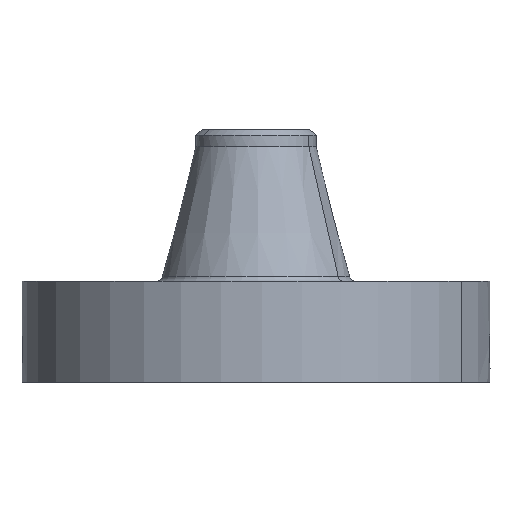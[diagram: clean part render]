
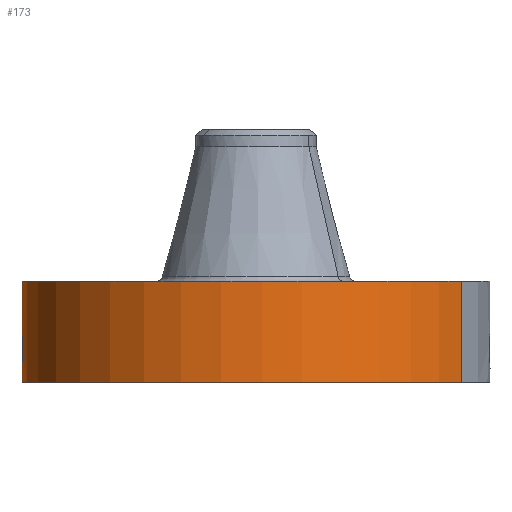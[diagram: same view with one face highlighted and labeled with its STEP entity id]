
A CAD part, left-side view. The second image highlights one B-rep face of the part: STEP entity #173.
In plain terms, the highlighted cylindrical face has radius 117.475 mm (diameter 234.95 mm), a partial arc.
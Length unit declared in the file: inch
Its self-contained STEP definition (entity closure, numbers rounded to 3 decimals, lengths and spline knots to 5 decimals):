
#38=AXIS2_PLACEMENT_3D('Cylinder Axis2P3D',#35,#36,#37) ;
#42=AXIS2_PLACEMENT_3D('Circle Axis2P3D',#40,#41,$) ;
#58=AXIS2_PLACEMENT_3D('Circle Axis2P3D',#56,#57,$) ;
#35=CARTESIAN_POINT('Axis2P3D Location',(0.,0.,2.75)) ;
#40=CARTESIAN_POINT('Axis2P3D Location',(0.,0.,0.25)) ;
#44=CARTESIAN_POINT('Vertex',(-2.21734,-4.05882,0.25)) ;
#46=CARTESIAN_POINT('Vertex',(2.21734,4.05882,0.25)) ;
#49=CARTESIAN_POINT('Line Origine',(-2.21734,-4.05882,1.25)) ;
#53=CARTESIAN_POINT('Vertex',(-2.21734,-4.05882,2.25)) ;
#56=CARTESIAN_POINT('Axis2P3D Location',(0.,0.,2.25)) ;
#60=CARTESIAN_POINT('Vertex',(2.21734,4.05882,2.25)) ;
#63=CARTESIAN_POINT('Line Origine',(2.21734,4.05882,1.25)) ;
#75=CARTESIAN_POINT('Control Point',(-0.06713,4.62451,1.28768)) ;
#76=CARTESIAN_POINT('Control Point',(-0.04527,4.62483,1.29191)) ;
#77=CARTESIAN_POINT('Control Point',(-0.02299,4.625,1.29407)) ;
#78=CARTESIAN_POINT('Control Point',(-0.00072,4.625,1.29412)) ;
#79=CARTESIAN_POINT('Vertex',(-0.06711,4.62451,1.28769)) ;
#81=CARTESIAN_POINT('Vertex',(-0.00072,4.625,1.29412)) ;
#85=CARTESIAN_POINT('Control Point',(-0.06711,4.62451,1.28769)) ;
#86=CARTESIAN_POINT('Control Point',(-0.10319,4.62399,1.28182)) ;
#87=CARTESIAN_POINT('Control Point',(-0.13829,4.62304,1.26958)) ;
#88=CARTESIAN_POINT('Control Point',(-0.17041,4.62186,1.25197)) ;
#89=CARTESIAN_POINT('Vertex',(-0.17041,4.62186,1.25197)) ;
#93=CARTESIAN_POINT('Control Point',(-0.0289,4.62491,0.53104)) ;
#94=CARTESIAN_POINT('Control Point',(-0.07452,4.62462,0.5369)) ;
#95=CARTESIAN_POINT('Control Point',(-0.11901,4.62378,0.5501)) ;
#96=CARTESIAN_POINT('Control Point',(-0.16066,4.62245,0.57025)) ;
#97=CARTESIAN_POINT('Control Point',(-0.24422,4.61892,0.62782)) ;
#98=CARTESIAN_POINT('Control Point',(-0.30444,4.61511,0.70797)) ;
#99=CARTESIAN_POINT('Control Point',(-0.32932,4.61331,0.75674)) ;
#100=CARTESIAN_POINT('Control Point',(-0.35721,4.6112,0.84423)) ;
#101=CARTESIAN_POINT('Control Point',(-0.36037,4.61094,0.93438)) ;
#102=CARTESIAN_POINT('Control Point',(-0.35745,4.61117,0.97137)) ;
#103=CARTESIAN_POINT('Control Point',(-0.33971,4.61256,1.06215)) ;
#104=CARTESIAN_POINT('Control Point',(-0.29649,4.61561,1.14447)) ;
#105=CARTESIAN_POINT('Control Point',(-0.2617,4.61786,1.18884)) ;
#106=CARTESIAN_POINT('Control Point',(-0.21882,4.62007,1.22542)) ;
#107=CARTESIAN_POINT('Control Point',(-0.17041,4.62186,1.25197)) ;
#108=CARTESIAN_POINT('Vertex',(-0.0289,4.62491,0.53104)) ;
#112=CARTESIAN_POINT('Control Point',(-0.0289,4.62491,0.53104)) ;
#113=CARTESIAN_POINT('Control Point',(-0.01926,4.62497,0.53085)) ;
#114=CARTESIAN_POINT('Control Point',(-0.00962,4.625,0.53097)) ;
#115=CARTESIAN_POINT('Control Point',(0.,4.625,0.53137)) ;
#116=CARTESIAN_POINT('Vertex',(0.,4.625,0.53137)) ;
#120=CARTESIAN_POINT('Control Point',(0.19469,4.6209,0.58363)) ;
#121=CARTESIAN_POINT('Control Point',(0.13486,4.62342,0.55194)) ;
#122=CARTESIAN_POINT('Control Point',(0.06784,4.625,0.53425)) ;
#123=CARTESIAN_POINT('Control Point',(0.,4.625,0.53137)) ;
#124=CARTESIAN_POINT('Vertex',(0.19469,4.6209,0.58363)) ;
#128=CARTESIAN_POINT('Control Point',(0.32004,4.61391,0.6843)) ;
#129=CARTESIAN_POINT('Control Point',(0.2853,4.61632,0.64292)) ;
#130=CARTESIAN_POINT('Control Point',(0.24226,4.6189,0.60883)) ;
#131=CARTESIAN_POINT('Control Point',(0.19469,4.6209,0.58363)) ;
#132=CARTESIAN_POINT('Vertex',(0.32004,4.61391,0.6843)) ;
#136=CARTESIAN_POINT('Control Point',(0.32004,4.61391,0.6843)) ;
#137=CARTESIAN_POINT('Control Point',(0.35813,4.61127,0.73453)) ;
#138=CARTESIAN_POINT('Control Point',(0.38618,4.6089,0.79216)) ;
#139=CARTESIAN_POINT('Control Point',(0.40306,4.60741,0.85373)) ;
#140=CARTESIAN_POINT('Control Point',(0.40875,4.6069,0.91654)) ;
#141=CARTESIAN_POINT('Vertex',(0.40875,4.6069,0.91654)) ;
#145=CARTESIAN_POINT('Control Point',(0.40875,4.6069,0.91654)) ;
#146=CARTESIAN_POINT('Control Point',(0.40968,4.60682,0.97014)) ;
#147=CARTESIAN_POINT('Control Point',(0.40048,4.60764,1.02375)) ;
#148=CARTESIAN_POINT('Control Point',(0.38109,4.60937,1.07458)) ;
#149=CARTESIAN_POINT('Control Point',(0.31431,4.61476,1.18449)) ;
#150=CARTESIAN_POINT('Control Point',(0.21006,4.62089,1.25805)) ;
#151=CARTESIAN_POINT('Control Point',(0.14163,4.62367,1.2856)) ;
#152=CARTESIAN_POINT('Control Point',(0.0702,4.625,1.2976)) ;
#153=CARTESIAN_POINT('Control Point',(-0.00003,4.625,1.29415)) ;
#154=CARTESIAN_POINT('Vertex',(-0.00003,4.625,1.29415)) ;
#158=CARTESIAN_POINT('Control Point',(-0.00072,4.625,1.29412)) ;
#159=CARTESIAN_POINT('Control Point',(-0.00037,4.625,1.29414)) ;
#160=CARTESIAN_POINT('Control Point',(-0.00003,4.625,1.29415)) ;
#36=DIRECTION('Axis2P3D Direction',(0.,0.,-0.039)) ;
#37=DIRECTION('Axis2P3D XDirection',(0.019,0.035,0.)) ;
#41=DIRECTION('Axis2P3D Direction',(0.,0.,-0.039)) ;
#50=DIRECTION('Vector Direction',(0.,0.,-0.039)) ;
#57=DIRECTION('Axis2P3D Direction',(0.,0.,-0.039)) ;
#64=DIRECTION('Vector Direction',(0.,0.,-0.039)) ;
#51=VECTOR('Line Direction',#50,0.03937) ;
#65=VECTOR('Line Direction',#64,0.03937) ;
#69=ORIENTED_EDGE('',*,*,#48,.F.) ;
#70=ORIENTED_EDGE('',*,*,#55,.T.) ;
#71=ORIENTED_EDGE('',*,*,#62,.T.) ;
#72=ORIENTED_EDGE('',*,*,#67,.F.) ;
#163=ORIENTED_EDGE('',*,*,#83,.F.) ;
#164=ORIENTED_EDGE('',*,*,#91,.T.) ;
#165=ORIENTED_EDGE('',*,*,#110,.F.) ;
#166=ORIENTED_EDGE('',*,*,#118,.T.) ;
#167=ORIENTED_EDGE('',*,*,#126,.F.) ;
#168=ORIENTED_EDGE('',*,*,#134,.F.) ;
#169=ORIENTED_EDGE('',*,*,#143,.T.) ;
#170=ORIENTED_EDGE('',*,*,#156,.T.) ;
#171=ORIENTED_EDGE('',*,*,#161,.F.) ;
#172=FACE_BOUND('',#162,.T.) ;
#173=ADVANCED_FACE('PartBody',(#73,#172),#39,.T.) ;
#74=B_SPLINE_CURVE_WITH_KNOTS('',3,(#75,#76,#77,#78),.UNSPECIFIED.,.F.,.U.,(4,4),(4.05071,6.52212),.UNSPECIFIED.) ;
#84=B_SPLINE_CURVE_WITH_KNOTS('',3,(#85,#86,#87,#88),.UNSPECIFIED.,.F.,.U.,(4,4),(0.,4.10758),.UNSPECIFIED.) ;
#92=B_SPLINE_CURVE_WITH_KNOTS('',5,(#93,#94,#95,#96,#97,#98,#99,#100,#101,#102,#103,#104,#105,#106,#107),.UNSPECIFIED.,.F.,.U.,(6,3,3,3,6),(0.,7.99492,17.78204,24.64276,34.95975),.UNSPECIFIED.) ;
#111=B_SPLINE_CURVE_WITH_KNOTS('',3,(#112,#113,#114,#115),.UNSPECIFIED.,.F.,.U.,(4,4),(0.,1.00552),.UNSPECIFIED.) ;
#119=B_SPLINE_CURVE_WITH_KNOTS('',3,(#120,#121,#122,#123),.UNSPECIFIED.,.F.,.U.,(4,4),(0.,7.09021),.UNSPECIFIED.) ;
#127=B_SPLINE_CURVE_WITH_KNOTS('',3,(#128,#129,#130,#131),.UNSPECIFIED.,.F.,.U.,(4,4),(0.,5.63758),.UNSPECIFIED.) ;
#135=B_SPLINE_CURVE_WITH_KNOTS('',4,(#136,#137,#138,#139,#140),.UNSPECIFIED.,.F.,.U.,(5,5),(0.,8.76903),.UNSPECIFIED.) ;
#144=B_SPLINE_CURVE_WITH_KNOTS('',5,(#145,#146,#147,#148,#149,#150,#151,#152,#153),.UNSPECIFIED.,.F.,.U.,(6,3,6),(0.,9.31745,22.44505),.UNSPECIFIED.) ;
#157=B_SPLINE_CURVE_WITH_KNOTS('',2,(#158,#159,#160),.UNSPECIFIED.,.F.,.U.,(3,3),(1.10648,1.13232),.UNSPECIFIED.) ;
#43=CIRCLE('generated circle',#42,4.625) ;
#59=CIRCLE('generated circle',#58,4.625) ;
#39=CYLINDRICAL_SURFACE('generated cylinder',#38,4.625) ;
#48=EDGE_CURVE('',#45,#47,#43,.T.) ;
#55=EDGE_CURVE('',#45,#54,#52,.F.) ;
#62=EDGE_CURVE('',#54,#61,#59,.T.) ;
#67=EDGE_CURVE('',#47,#61,#66,.F.) ;
#83=EDGE_CURVE('',#80,#82,#74,.T.) ;
#91=EDGE_CURVE('',#80,#90,#84,.T.) ;
#110=EDGE_CURVE('',#109,#90,#92,.T.) ;
#118=EDGE_CURVE('',#109,#117,#111,.T.) ;
#126=EDGE_CURVE('',#125,#117,#119,.T.) ;
#134=EDGE_CURVE('',#133,#125,#127,.T.) ;
#143=EDGE_CURVE('',#133,#142,#135,.T.) ;
#156=EDGE_CURVE('',#142,#155,#144,.T.) ;
#161=EDGE_CURVE('',#82,#155,#157,.T.) ;
#68=EDGE_LOOP('',(#69,#70,#71,#72)) ;
#162=EDGE_LOOP('',(#163,#164,#165,#166,#167,#168,#169,#170,#171)) ;
#73=FACE_OUTER_BOUND('',#68,.T.) ;
#52=LINE('Line',#49,#51) ;
#66=LINE('Line',#63,#65) ;
#45=VERTEX_POINT('',#44) ;
#47=VERTEX_POINT('',#46) ;
#54=VERTEX_POINT('',#53) ;
#61=VERTEX_POINT('',#60) ;
#80=VERTEX_POINT('',#79) ;
#82=VERTEX_POINT('',#81) ;
#90=VERTEX_POINT('',#89) ;
#109=VERTEX_POINT('',#108) ;
#117=VERTEX_POINT('',#116) ;
#125=VERTEX_POINT('',#124) ;
#133=VERTEX_POINT('',#132) ;
#142=VERTEX_POINT('',#141) ;
#155=VERTEX_POINT('',#154) ;
